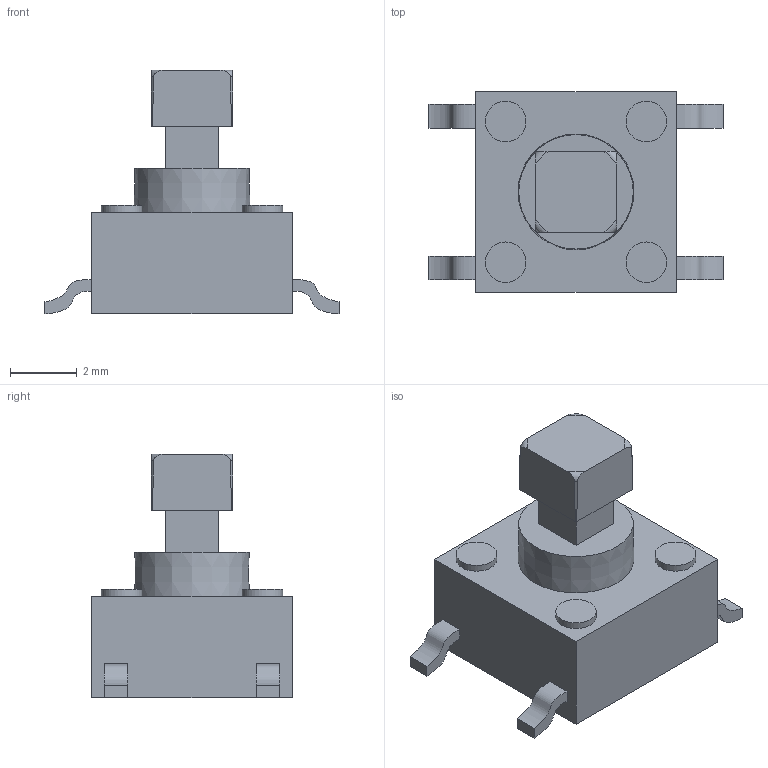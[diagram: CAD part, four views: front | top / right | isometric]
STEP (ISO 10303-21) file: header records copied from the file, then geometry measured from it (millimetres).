
FILE_DESCRIPTION(/* description */ ('Unknown','CAx-IF Rec.Pracs.---Representation and Presentation of Product Manufacturing Information (PMI)---4.0---2014-10-13','CAx-IF Rec.Pracs.---3D Tessellated Geometry---0.4---2014-09-14','2;1'),/* implementation_level */ '2;1');
FILE_NAME(/* name */ 'Tactal Switch - SMD (6mm x 6mm x 7.3mm)',/* time_stamp */ '2018-09-17T10:52:59-04:00',/* author */ ('Unknown'),/* organization */ ('Unknown'),/* preprocessor_version */ 'ST-DEVELOPER v16.7',/* originating_system */ 'DEX',/* authorisation */ $);
FILE_SCHEMA (('AP242_MANAGED_MODEL_BASED_3D_ENGINEERING_MIM_LF { 1 0 10303 442 20130219 1 4 }'));
Length unit declared in the file: millimetre
Products named in the file (1): Tactal Switch - SMD (6mm x 6mm x 4.3m)
Bounding box: 8.84 x 6.03 x 7.32 mm (x, y, z)
Volume: 139.2 mm3; surface area: 208.9 mm2
Topology: 1 solids, 1 shells, 54 faces, 123 edges, 82 vertices
Faces by surface type: plane 33, bspline 8, cone 5, torus 4, cylinder 4
Full cylindrical faces by diameter (mm): 1.219 x4
Entity records: 2054 total; most frequent: CARTESIAN_POINT 511, ORIENTED_EDGE 236, DIRECTION 202, EDGE_CURVE 118, VERTEX_POINT 82, EDGE_LOOP 70, FACE_BOUND 70, AXIS2_PLACEMENT_3D 69
